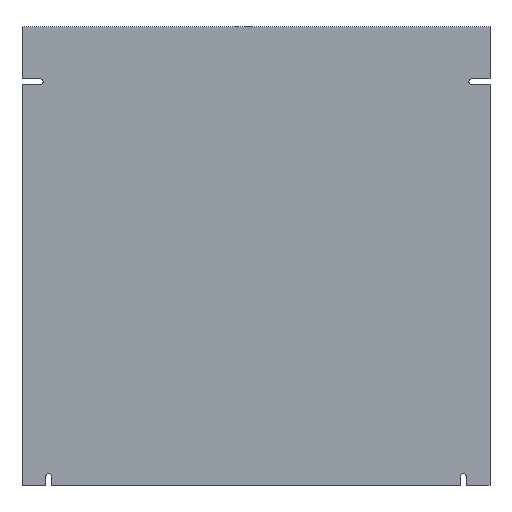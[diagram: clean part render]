
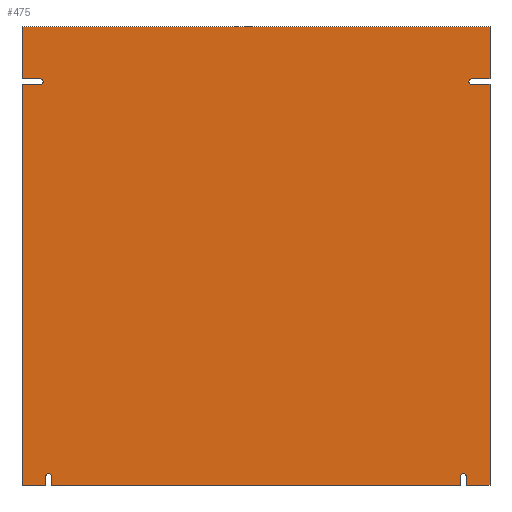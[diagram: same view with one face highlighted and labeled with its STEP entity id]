
A CAD part, front view. The second image highlights one B-rep face of the part: STEP entity #475.
In plain terms, the highlighted planar face has unit normal (0, -1, 0).
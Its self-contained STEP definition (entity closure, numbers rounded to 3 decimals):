
#76=CIRCLE('',#511,3.);
#77=CIRCLE('',#512,3.);
#78=CIRCLE('',#513,3.);
#79=CIRCLE('',#514,3.);
#104=ORIENTED_EDGE('',*,*,#223,.F.);
#105=ORIENTED_EDGE('',*,*,#224,.T.);
#106=ORIENTED_EDGE('',*,*,#225,.T.);
#107=ORIENTED_EDGE('',*,*,#205,.T.);
#108=ORIENTED_EDGE('',*,*,#226,.F.);
#109=ORIENTED_EDGE('',*,*,#227,.F.);
#110=ORIENTED_EDGE('',*,*,#228,.F.);
#111=ORIENTED_EDGE('',*,*,#229,.T.);
#112=ORIENTED_EDGE('',*,*,#214,.T.);
#113=ORIENTED_EDGE('',*,*,#230,.F.);
#114=ORIENTED_EDGE('',*,*,#231,.F.);
#115=ORIENTED_EDGE('',*,*,#232,.F.);
#116=ORIENTED_EDGE('',*,*,#216,.T.);
#117=ORIENTED_EDGE('',*,*,#233,.T.);
#118=ORIENTED_EDGE('',*,*,#234,.T.);
#119=ORIENTED_EDGE('',*,*,#235,.T.);
#120=ORIENTED_EDGE('',*,*,#222,.T.);
#121=ORIENTED_EDGE('',*,*,#209,.T.);
#122=ORIENTED_EDGE('',*,*,#236,.F.);
#123=ORIENTED_EDGE('',*,*,#237,.F.);
#205=EDGE_CURVE('',#266,#265,#305,.T.);
#209=EDGE_CURVE('',#270,#269,#309,.T.);
#214=EDGE_CURVE('',#275,#274,#314,.T.);
#216=EDGE_CURVE('',#276,#277,#316,.T.);
#222=EDGE_CURVE('',#281,#270,#322,.T.);
#223=EDGE_CURVE('',#282,#283,#323,.T.);
#224=EDGE_CURVE('',#282,#284,#324,.T.);
#225=EDGE_CURVE('',#284,#266,#325,.T.);
#226=EDGE_CURVE('',#285,#265,#326,.T.);
#227=EDGE_CURVE('',#286,#285,#76,.T.);
#228=EDGE_CURVE('',#287,#286,#327,.T.);
#229=EDGE_CURVE('',#287,#275,#328,.T.);
#230=EDGE_CURVE('',#288,#274,#329,.T.);
#231=EDGE_CURVE('',#289,#288,#77,.T.);
#232=EDGE_CURVE('',#276,#289,#330,.T.);
#233=EDGE_CURVE('',#277,#290,#331,.T.);
#234=EDGE_CURVE('',#290,#291,#78,.F.);
#235=EDGE_CURVE('',#291,#281,#332,.T.);
#236=EDGE_CURVE('',#292,#269,#333,.T.);
#237=EDGE_CURVE('',#283,#292,#79,.T.);
#265=VERTEX_POINT('',#701);
#266=VERTEX_POINT('',#703);
#269=VERTEX_POINT('',#710);
#270=VERTEX_POINT('',#712);
#274=VERTEX_POINT('',#721);
#275=VERTEX_POINT('',#723);
#276=VERTEX_POINT('',#727);
#277=VERTEX_POINT('',#728);
#281=VERTEX_POINT('',#737);
#282=VERTEX_POINT('',#742);
#283=VERTEX_POINT('',#743);
#284=VERTEX_POINT('',#745);
#285=VERTEX_POINT('',#748);
#286=VERTEX_POINT('',#750);
#287=VERTEX_POINT('',#752);
#288=VERTEX_POINT('',#755);
#289=VERTEX_POINT('',#757);
#290=VERTEX_POINT('',#760);
#291=VERTEX_POINT('',#762);
#292=VERTEX_POINT('',#765);
#305=LINE('',#702,#357);
#309=LINE('',#711,#361);
#314=LINE('',#722,#366);
#316=LINE('',#726,#368);
#322=LINE('',#739,#374);
#323=LINE('',#741,#375);
#324=LINE('',#744,#376);
#325=LINE('',#746,#377);
#326=LINE('',#747,#378);
#327=LINE('',#751,#379);
#328=LINE('',#753,#380);
#329=LINE('',#754,#381);
#330=LINE('',#758,#382);
#331=LINE('',#759,#383);
#332=LINE('',#763,#384);
#333=LINE('',#764,#385);
#357=VECTOR('',#556,1000.);
#361=VECTOR('',#562,1000.);
#366=VECTOR('',#569,1000.);
#368=VECTOR('',#573,1000.);
#374=VECTOR('',#581,1000.);
#375=VECTOR('',#584,1000.);
#376=VECTOR('',#585,1000.);
#377=VECTOR('',#586,1000.);
#378=VECTOR('',#587,1000.);
#379=VECTOR('',#590,1000.);
#380=VECTOR('',#591,1000.);
#381=VECTOR('',#592,1000.);
#382=VECTOR('',#595,1000.);
#383=VECTOR('',#596,1000.);
#384=VECTOR('',#599,1000.);
#385=VECTOR('',#600,1000.);
#413=EDGE_LOOP('',(#104,#105,#106,#107,#108,#109,#110,#111,#112,#113,#114,
#115,#116,#117,#118,#119,#120,#121,#122,#123));
#435=FACE_BOUND('',#413,.T.);
#457=PLANE('',#510);
#475=ADVANCED_FACE('',(#435),#457,.T.);
#510=AXIS2_PLACEMENT_3D('',#740,#582,#583);
#511=AXIS2_PLACEMENT_3D('',#749,#588,#589);
#512=AXIS2_PLACEMENT_3D('',#756,#593,#594);
#513=AXIS2_PLACEMENT_3D('',#761,#597,#598);
#514=AXIS2_PLACEMENT_3D('',#766,#601,#602);
#556=DIRECTION('',(0.,0.,-1.));
#562=DIRECTION('',(0.,0.,1.));
#569=DIRECTION('',(1.,0.,0.));
#573=DIRECTION('',(1.,0.,0.));
#581=DIRECTION('',(1.,0.,0.));
#582=DIRECTION('',(0.,-1.,0.));
#583=DIRECTION('',(0.,0.,-1.));
#584=DIRECTION('',(-1.,0.,0.));
#585=DIRECTION('',(0.,0.,1.));
#586=DIRECTION('',(-1.,0.,0.));
#587=DIRECTION('',(-1.,0.,0.));
#588=DIRECTION('',(0.,-1.,0.));
#589=DIRECTION('',(0.,0.,-1.));
#590=DIRECTION('',(1.,0.,0.));
#591=DIRECTION('',(0.,0.,-1.));
#592=DIRECTION('',(0.,0.,-1.));
#593=DIRECTION('',(0.,-1.,0.));
#594=DIRECTION('',(0.,0.,-1.));
#595=DIRECTION('',(0.,0.,1.));
#596=DIRECTION('',(0.,0.,1.));
#597=DIRECTION('',(0.,-1.,0.));
#598=DIRECTION('',(0.,0.,-1.));
#599=DIRECTION('',(0.,0.,-1.));
#600=DIRECTION('',(1.,0.,0.));
#601=DIRECTION('',(0.,-1.,0.));
#602=DIRECTION('',(0.,0.,-1.));
#701=CARTESIAN_POINT('',(0.,-2.,443.));
#702=CARTESIAN_POINT('',(0.,-2.,500.));
#703=CARTESIAN_POINT('',(0.,-2.,500.));
#710=CARTESIAN_POINT('',(510.,-2.,437.));
#711=CARTESIAN_POINT('',(510.,-2.,0.));
#712=CARTESIAN_POINT('',(510.,-2.,0.));
#721=CARTESIAN_POINT('',(26.,-2.,0.));
#722=CARTESIAN_POINT('',(0.,-2.,0.));
#723=CARTESIAN_POINT('',(0.,-2.,0.));
#726=CARTESIAN_POINT('',(0.,-2.,0.));
#727=CARTESIAN_POINT('',(32.,-2.,0.));
#728=CARTESIAN_POINT('',(478.,-2.,0.));
#737=CARTESIAN_POINT('',(484.,-2.,0.));
#739=CARTESIAN_POINT('',(0.,-2.,0.));
#740=CARTESIAN_POINT('',(0.,-2.,0.));
#741=CARTESIAN_POINT('',(0.,-2.,443.));
#742=CARTESIAN_POINT('',(510.,-2.,443.));
#743=CARTESIAN_POINT('',(490.,-2.,443.));
#744=CARTESIAN_POINT('',(510.,-2.,0.));
#745=CARTESIAN_POINT('',(510.,-2.,500.));
#746=CARTESIAN_POINT('',(510.,-2.,500.));
#747=CARTESIAN_POINT('',(0.,-2.,443.));
#748=CARTESIAN_POINT('',(20.,-2.,443.));
#749=CARTESIAN_POINT('',(20.,-2.,440.));
#750=CARTESIAN_POINT('',(20.,-2.,437.));
#751=CARTESIAN_POINT('',(0.,-2.,437.));
#752=CARTESIAN_POINT('',(0.,-2.,437.));
#753=CARTESIAN_POINT('',(0.,-2.,500.));
#754=CARTESIAN_POINT('',(26.,-2.,0.));
#755=CARTESIAN_POINT('',(26.,-2.,10.));
#756=CARTESIAN_POINT('',(29.,-2.,10.));
#757=CARTESIAN_POINT('',(32.,-2.,10.));
#758=CARTESIAN_POINT('',(32.,-2.,0.));
#759=CARTESIAN_POINT('',(478.,-2.,0.));
#760=CARTESIAN_POINT('',(478.,-2.,10.));
#761=CARTESIAN_POINT('',(481.,-2.,10.));
#762=CARTESIAN_POINT('',(484.,-2.,10.));
#763=CARTESIAN_POINT('',(484.,-2.,0.));
#764=CARTESIAN_POINT('',(0.,-2.,437.));
#765=CARTESIAN_POINT('',(490.,-2.,437.));
#766=CARTESIAN_POINT('',(490.,-2.,440.));
